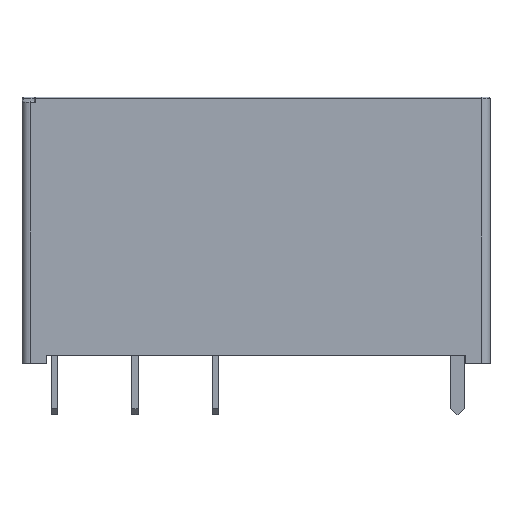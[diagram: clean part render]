
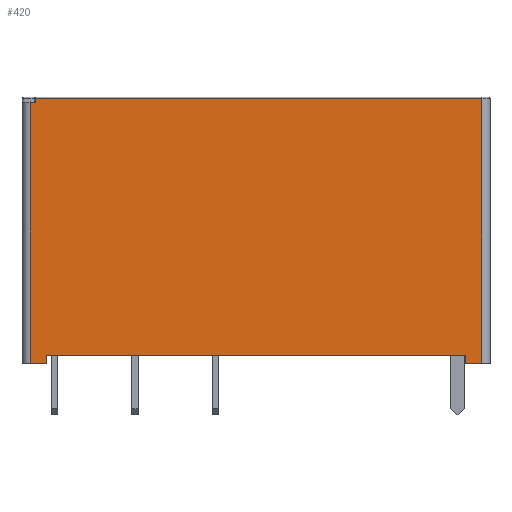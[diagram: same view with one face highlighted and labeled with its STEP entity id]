
A CAD part, left-side view. The second image highlights one B-rep face of the part: STEP entity #420.
In plain terms, the highlighted planar face has unit normal (-1, 0, 0).
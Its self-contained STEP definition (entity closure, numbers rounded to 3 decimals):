
#13=DIRECTION('',(0.,0.,1.));
#28=VECTOR('',#29,1.);
#29=DIRECTION('',(0.,-1.,0.));
#35=VECTOR('',#36,1.);
#36=DIRECTION('',(0.,0.,-1.));
#45=VECTOR('',#13,1.);
#48=DIRECTION('',(-1.,0.,0.));
#55=VERTEX_POINT('',#56);
#56=CARTESIAN_POINT('',(-2.65,0.5,0.));
#61=EDGE_CURVE('',#62,#55,#64,.T.);
#62=VERTEX_POINT('',#63);
#63=CARTESIAN_POINT('',(-2.65,1.5,0.));
#64=LINE('',#65,#28);
#65=CARTESIAN_POINT('',(-2.65,2.,0.));
#147=VERTEX_POINT('',#148);
#148=CARTESIAN_POINT('',(-2.65,0.5,0.5));
#150=ORIENTED_EDGE('',*,*,#151,.T.);
#151=EDGE_CURVE('',#147,#152,#154,.T.);
#152=VERTEX_POINT('',#153);
#153=CARTESIAN_POINT('',(-2.65,-25.5,0.5));
#154=LINE('',#155,#28);
#155=CARTESIAN_POINT('',(-2.65,-5.25,0.5));
#416=EDGE_CURVE('',#55,#147,#417,.T.);
#417=LINE('',#56,#45);
#420=ADVANCED_FACE('',(#421),#460,.T.);
#421=FACE_BOUND('',#422,.T.);
#422=EDGE_LOOP('',(#423,#150,#424,#429,#433,#438,#444,#450,#456,#459)  );
#423=ORIENTED_EDGE('',*,*,#416,.T.);
#424=ORIENTED_EDGE('',*,*,#425,.T.);
#425=EDGE_CURVE('',#152,#426,#428,.T.);
#426=VERTEX_POINT('',#427);
#427=CARTESIAN_POINT('',(-2.65,-25.5,0.));
#428=LINE('',#427,#35);
#429=ORIENTED_EDGE('',*,*,#430,.T.);
#430=EDGE_CURVE('',#426,#431,#64,.T.);
#431=VERTEX_POINT('',#432);
#432=CARTESIAN_POINT('',(-2.65,-26.5,0.));
#433=ORIENTED_EDGE('',*,*,#434,.F.);
#434=EDGE_CURVE('',#435,#431,#437,.T.);
#435=VERTEX_POINT('',#436);
#436=CARTESIAN_POINT('',(-2.65,-26.5,16.4));
#437=LINE('',#432,#35);
#438=ORIENTED_EDGE('',*,*,#439,.F.);
#439=EDGE_CURVE('',#440,#435,#442,.T.);
#440=VERTEX_POINT('',#441);
#441=CARTESIAN_POINT('',(-2.65,1.15,16.4));
#442=LINE('',#443,#28);
#443=CARTESIAN_POINT('',(-2.65,-5.25,16.4));
#444=ORIENTED_EDGE('',*,*,#445,.F.);
#445=EDGE_CURVE('',#446,#440,#448,.T.);
#446=VERTEX_POINT('',#447);
#447=CARTESIAN_POINT('',(-2.65,1.15,16.15));
#448=LINE('',#449,#45);
#449=CARTESIAN_POINT('',(-2.65,1.15,8.25));
#450=ORIENTED_EDGE('',*,*,#451,.F.);
#451=EDGE_CURVE('',#452,#446,#454,.T.);
#452=VERTEX_POINT('',#453);
#453=CARTESIAN_POINT('',(-2.65,1.5,16.15));
#454=LINE('',#455,#28);
#455=CARTESIAN_POINT('',(-2.65,1.813,16.15));
#456=ORIENTED_EDGE('',*,*,#457,.F.);
#457=EDGE_CURVE('',#62,#452,#458,.T.);
#458=LINE('',#63,#45);
#459=ORIENTED_EDGE('',*,*,#61,.T.);
#460=PLANE('',#461);
#461=AXIS2_PLACEMENT_3D('',#65,#48,#29);
